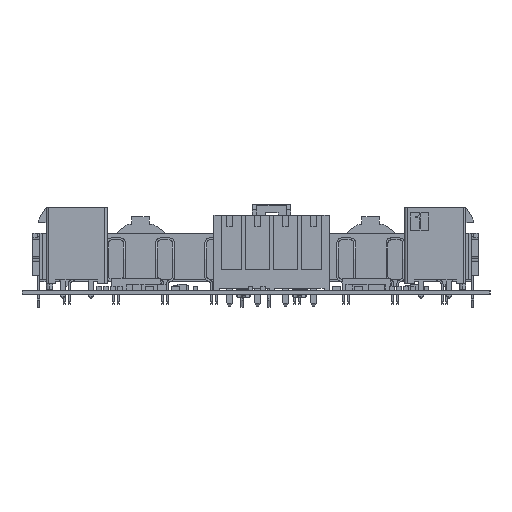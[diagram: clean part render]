
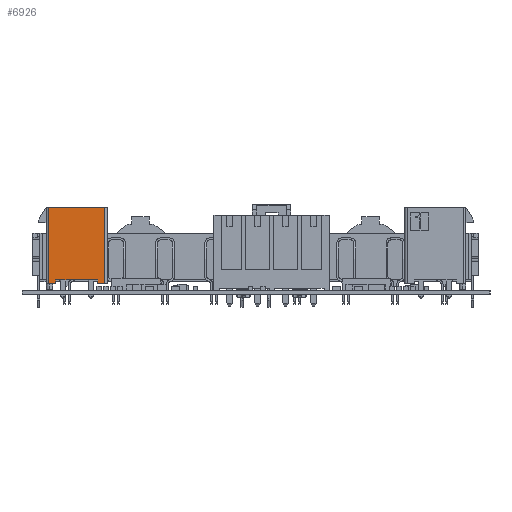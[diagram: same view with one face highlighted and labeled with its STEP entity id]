
A CAD part, left-side view. The second image highlights one B-rep face of the part: STEP entity #6926.
In plain terms, the highlighted face is planar.
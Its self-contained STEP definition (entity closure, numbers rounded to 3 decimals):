
#5001 = VERTEX_POINT('',#5002);
#5002 = CARTESIAN_POINT('',(-17.2,-3.284,
    13.454));
#5042 = VERTEX_POINT('',#5043);
#5043 = CARTESIAN_POINT('',(-17.199,-1.784,
    13.454));
#5049 = EDGE_CURVE('',#5001,#5042,#5050,.T.);
#5050 = LINE('',#5051,#5052);
#5051 = CARTESIAN_POINT('',(-17.199,-3.284,
    13.454));
#5052 = VECTOR('',#5053,1.);
#5053 = DIRECTION('',(0.,1.,0.));
#5064 = VERTEX_POINT('',#5065);
#5065 = CARTESIAN_POINT('',(-17.199,8.,13.454
    ));
#5074 = VERTEX_POINT('',#5075);
#5075 = CARTESIAN_POINT('',(-17.2,8.2,
    13.454));
#5082 = EDGE_CURVE('',#5064,#5074,#5083,.T.);
#5083 = B_SPLINE_CURVE_WITH_KNOTS('',3,(#5084,#5085,#5086,#5087),
  .UNSPECIFIED.,.F.,.F.,(4,4),(0.,1.),.PIECEWISE_BEZIER_KNOTS.);
#5084 = CARTESIAN_POINT('',(-17.199,8.,13.454
    ));
#5085 = CARTESIAN_POINT('',(-17.199,8.067,13.454
    ));
#5086 = CARTESIAN_POINT('',(-17.199,8.134,
    13.454));
#5087 = CARTESIAN_POINT('',(-17.199,8.2,
    13.454));
#5113 = EDGE_CURVE('',#5114,#5064,#5116,.T.);
#5114 = VERTEX_POINT('',#5115);
#5115 = CARTESIAN_POINT('',(-17.199,6.7,
    13.454));
#5116 = LINE('',#5117,#5118);
#5117 = CARTESIAN_POINT('',(-17.199,6.7,
    13.454));
#5118 = VECTOR('',#5119,1.);
#5119 = DIRECTION('',(0.,1.,0.));
#5869 = VERTEX_POINT('',#5870);
#5870 = CARTESIAN_POINT('',(-17.199,6.7,
    12.654));
#5876 = EDGE_CURVE('',#5877,#5869,#5879,.T.);
#5877 = VERTEX_POINT('',#5878);
#5878 = CARTESIAN_POINT('',(-17.199,-1.784,
    12.654));
#5879 = LINE('',#5880,#5881);
#5880 = CARTESIAN_POINT('',(-17.199,-1.784,
    12.654));
#5881 = VECTOR('',#5882,1.);
#5882 = DIRECTION('',(0.,1.,0.));
#6916 = EDGE_CURVE('',#5869,#5114,#6917,.T.);
#6917 = LINE('',#6918,#6919);
#6918 = CARTESIAN_POINT('',(-17.199,6.7,
    12.654));
#6919 = VECTOR('',#6920,1.);
#6920 = DIRECTION('',(0.,0.,1.));
#6926 = ADVANCED_FACE('',(#6927),#6962,.F.);
#6927 = FACE_BOUND('',#6928,.F.);
#6928 = EDGE_LOOP('',(#6929,#6930,#6931,#6939,#6947,#6953,#6954,#6960,
    #6961));
#6929 = ORIENTED_EDGE('',*,*,#5113,.T.);
#6930 = ORIENTED_EDGE('',*,*,#5082,.T.);
#6931 = ORIENTED_EDGE('',*,*,#6932,.F.);
#6932 = EDGE_CURVE('',#6933,#5074,#6935,.T.);
#6933 = VERTEX_POINT('',#6934);
#6934 = CARTESIAN_POINT('',(-17.199,8.199,
    -2.146));
#6935 = LINE('',#6936,#6937);
#6936 = CARTESIAN_POINT('',(-17.199,8.199,
    -2.146));
#6937 = VECTOR('',#6938,1.);
#6938 = DIRECTION('',(0.,0.,
    1.));
#6939 = ORIENTED_EDGE('',*,*,#6940,.F.);
#6940 = EDGE_CURVE('',#6941,#6933,#6943,.T.);
#6941 = VERTEX_POINT('',#6942);
#6942 = CARTESIAN_POINT('',(-17.199,-3.283,
    -2.146));
#6943 = LINE('',#6944,#6945);
#6944 = CARTESIAN_POINT('',(-17.199,-3.283,
    -2.146));
#6945 = VECTOR('',#6946,1.);
#6946 = DIRECTION('',(0.,1.,0.));
#6947 = ORIENTED_EDGE('',*,*,#6948,.F.);
#6948 = EDGE_CURVE('',#5001,#6941,#6949,.T.);
#6949 = LINE('',#6950,#6951);
#6950 = CARTESIAN_POINT('',(-17.199,-3.284,
    13.454));
#6951 = VECTOR('',#6952,1.);
#6952 = DIRECTION('',(0.,0.,
    -1.));
#6953 = ORIENTED_EDGE('',*,*,#5049,.T.);
#6954 = ORIENTED_EDGE('',*,*,#6955,.F.);
#6955 = EDGE_CURVE('',#5877,#5042,#6956,.T.);
#6956 = LINE('',#6957,#6958);
#6957 = CARTESIAN_POINT('',(-17.199,-1.784,
    12.654));
#6958 = VECTOR('',#6959,1.);
#6959 = DIRECTION('',(0.,0.,1.));
#6960 = ORIENTED_EDGE('',*,*,#5876,.T.);
#6961 = ORIENTED_EDGE('',*,*,#6916,.T.);
#6962 = PLANE('',#6963);
#6963 = AXIS2_PLACEMENT_3D('',#6964,#6965,#6966);
#6964 = CARTESIAN_POINT('',(-17.199,7.8,17.125
    ));
#6965 = DIRECTION('',(-1.,0.,0.));
#6966 = DIRECTION('',(0.,-1.,0.));
